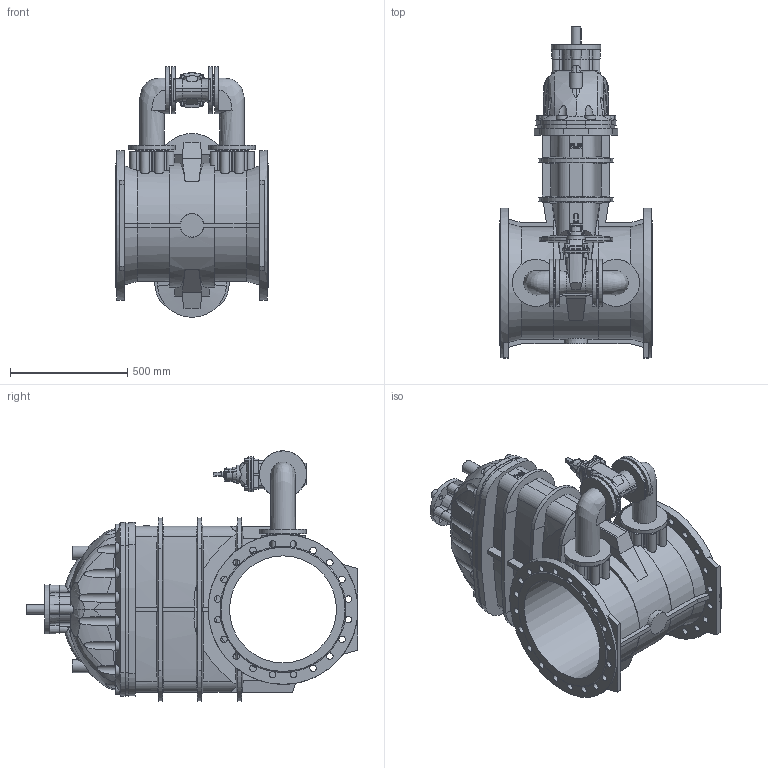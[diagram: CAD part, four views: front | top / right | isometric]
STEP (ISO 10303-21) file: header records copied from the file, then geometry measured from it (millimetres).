
FILE_DESCRIPTION (( 'STEP AP203' ), '1' );
FILE_NAME ('O_55_30_DN450_X0XXX1_AA0_step.step', '2016-01-27T09:05:30', ( 'Windows User' ), ( 'AVK' ), 'SwSTEP 2.0', 'SolidWorks 2012', '' );
FILE_SCHEMA (( 'CONFIG_CONTROL_DESIGN' ));
Length unit declared in the file: millimetre
Products named in the file (1): O_55_30_DN450_X0XXX1_AA0_step
Bounding box: 650 x 1417.5 x 1068.97 mm (x, y, z)
Volume: 153142796.7 mm3; surface area: 5481062.1 mm2
Topology: 1 solids, 1 shells, 791 faces, 2319 edges, 1520 vertices
Faces by surface type: plane 313, cylinder 281, cone 134, bspline 54, torus 9
Full cylindrical faces by diameter (mm): 22 x4, 23 x1, 25 x1, 28 x40, 33 x4, 40 x1, 55 x3, 132 x2, 138 x2, 200 x6, 210 x1, 457 x1, 640 x2
Entity records: 39401 total; most frequent: CARTESIAN_POINT 20162, ORIENTED_EDGE 4358, DIRECTION 3502, EDGE_CURVE 2179, VERTEX_POINT 1459, AXIS2_PLACEMENT_3D 1387, EDGE_LOOP 952, FACE_OUTER_BOUND 861
